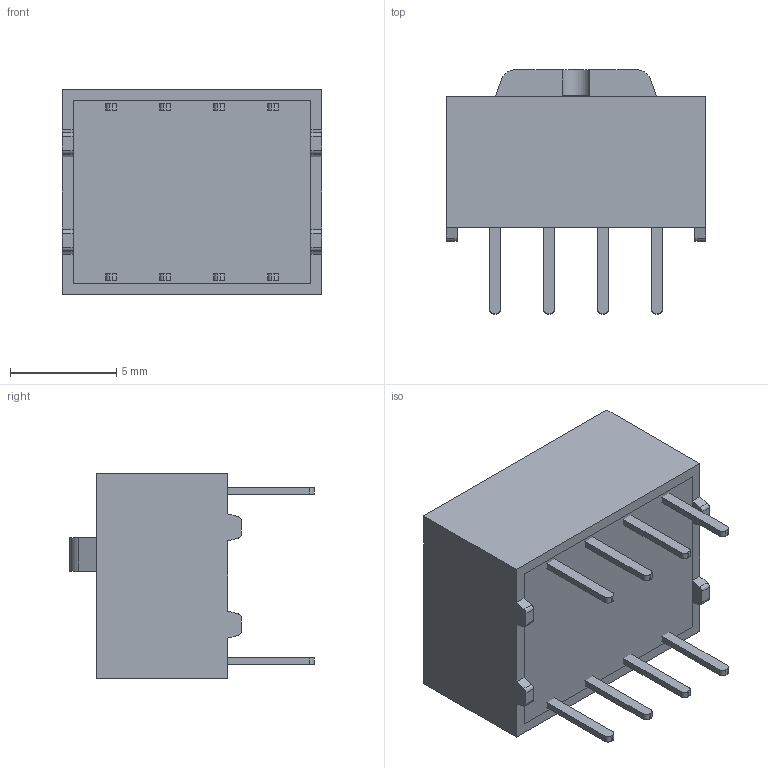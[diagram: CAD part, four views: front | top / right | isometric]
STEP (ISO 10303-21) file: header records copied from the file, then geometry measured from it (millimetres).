
FILE_DESCRIPTION((''),'2;1');
FILE_NAME('78K01T_SW0001','2018-08-14T',('erenkor'),(''),'PRO/ENGINEER BY PARAMETRIC TECHNOLOGY CORPORATION, 2016100','PRO/ENGINEER BY PARAMETRIC TECHNOLOGY CORPORATION, 2016100','');
FILE_SCHEMA(('CONFIG_CONTROL_DESIGN'));
Length unit declared in the file: inch
Products named in the file (1): 78K01T_SW0001
Bounding box: 12.19 x 11.47 x 9.65 mm (x, y, z)
Surface area: 698 mm2 (no closed solid volume)
Topology: 0 solids, 11 shells, 103 faces, 369 edges, 276 vertices
Faces by surface type: plane 75, cylinder 28
Entity records: 3940 total; most frequent: CARTESIAN_POINT 748, DIRECTION 639, ORIENTED_EDGE 600, EDGE_CURVE 369, VECTOR 305, LINE 305, VERTEX_POINT 276, AXIS2_PLACEMENT_3D 167
